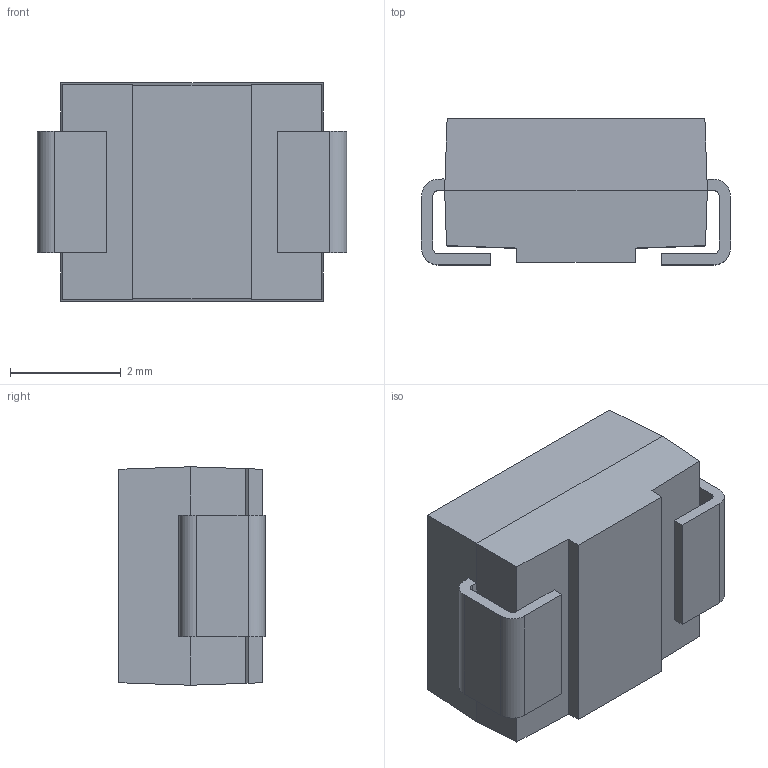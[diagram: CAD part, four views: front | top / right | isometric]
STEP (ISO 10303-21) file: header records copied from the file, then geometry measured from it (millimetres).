
FILE_DESCRIPTION (( 'STEP AP214' ), '1' );
FILE_NAME ('68D48895-32D0-4FEA-9F8D-7DFDB07F0E27.STEP', '2024-08-04T16:01:50', ( '' ), ( '' ), 'SwSTEP 2.0', 'SolidWorks 2022', '' );
FILE_SCHEMA (( 'AUTOMOTIVE_DESIGN' ));
Length unit declared in the file: inch
Products named in the file (1): 68D48895-32D0-4FEA-9F8D-7DFDB07F0E27
Bounding box: 5.59 x 2.64 x 3.95 mm (x, y, z)
Volume: 47.2 mm3; surface area: 105.1 mm2
Topology: 1 solids, 1 shells, 132 faces, 349 edges, 230 vertices
Faces by surface type: plane 93, bspline 31, cylinder 8
Entity records: 5994 total; most frequent: CARTESIAN_POINT 2631, ORIENTED_EDGE 698, DIRECTION 507, EDGE_CURVE 349, LINE 271, VECTOR 271, VERTEX_POINT 230, EDGE_LOOP 143
